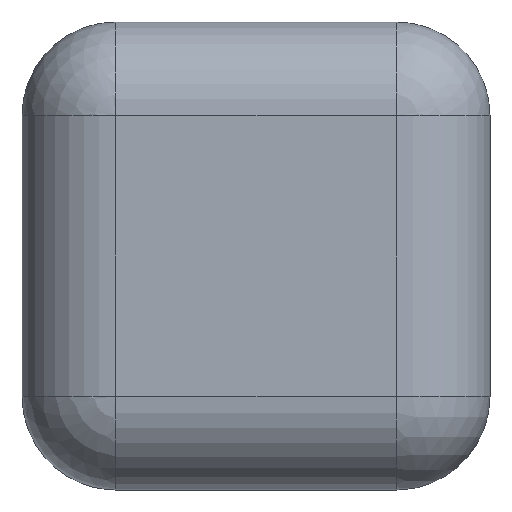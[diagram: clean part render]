
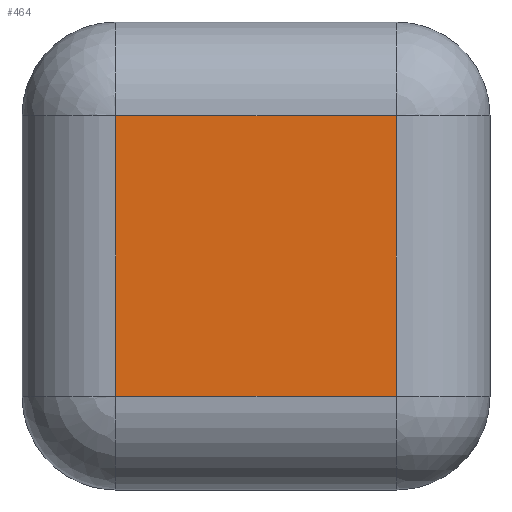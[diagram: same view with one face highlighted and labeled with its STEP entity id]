
A CAD part, left-side view. The second image highlights one B-rep face of the part: STEP entity #464.
In plain terms, the highlighted planar face has unit normal (-1, 0, 0).
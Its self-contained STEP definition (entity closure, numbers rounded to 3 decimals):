
#13=DIRECTION('',(0.,0.,1.));
#14=DIRECTION('',(1.,0.,0.));
#28=VECTOR('',#13,1.);
#46=DIRECTION('',(0.,1.,0.));
#123=CARTESIAN_POINT('',(-0.2,-0.1,0.04));
#133=CARTESIAN_POINT('',(-0.2,-0.1,0.16));
#136=CARTESIAN_POINT('',(-0.2,-0.1,0.));
#211=CARTESIAN_POINT('',(-0.2,-0.06,0.));
#215=CARTESIAN_POINT('',(-0.2,-0.06,0.04));
#224=VECTOR('',#46,1.);
#253=CARTESIAN_POINT('',(-0.2,-0.06,0.16));
#277=ORIENTED_EDGE('',*,*,#278,.F.);
#278=EDGE_CURVE('',#279,#280,#281,.T.);
#279=VERTEX_POINT('',#215);
#280=VERTEX_POINT('',#253);
#281=LINE('',#211,#28);
#384=CARTESIAN_POINT('',(-0.2,0.06,0.));
#464=ADVANCED_FACE('',(#465),#480,.F.);
#465=FACE_BOUND('',#466,.F.);
#466=EDGE_LOOP('',(#277,#467,#472,#477));
#467=ORIENTED_EDGE('',*,*,#468,.T.);
#468=EDGE_CURVE('',#279,#469,#471,.T.);
#469=VERTEX_POINT('',#470);
#470=CARTESIAN_POINT('',(-0.2,0.06,0.04));
#471=LINE('',#123,#224);
#472=ORIENTED_EDGE('',*,*,#473,.T.);
#473=EDGE_CURVE('',#469,#474,#476,.T.);
#474=VERTEX_POINT('',#475);
#475=CARTESIAN_POINT('',(-0.2,0.06,0.16));
#476=LINE('',#384,#28);
#477=ORIENTED_EDGE('',*,*,#478,.F.);
#478=EDGE_CURVE('',#280,#474,#479,.T.);
#479=LINE('',#133,#224);
#480=PLANE('',#481);
#481=AXIS2_PLACEMENT_3D('',#136,#14,#13);
